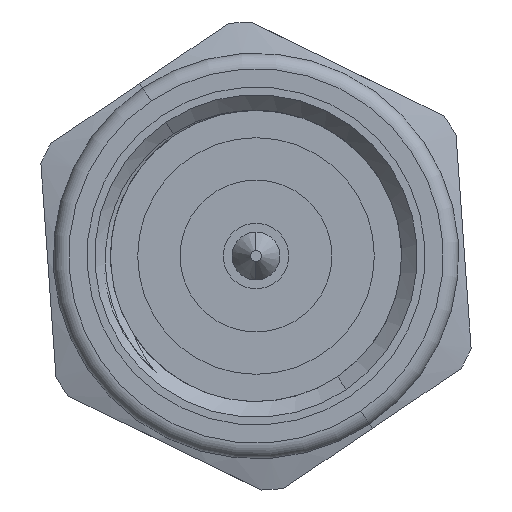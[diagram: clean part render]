
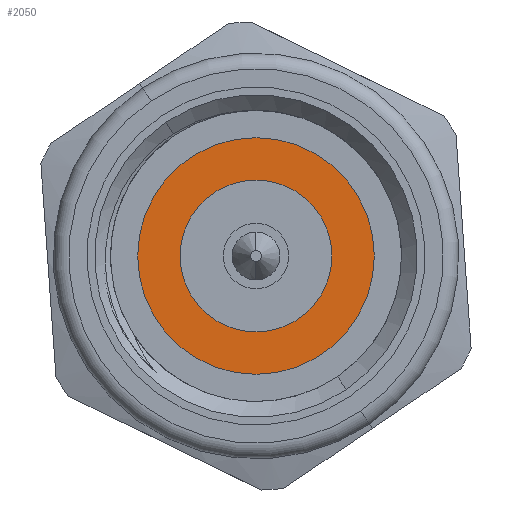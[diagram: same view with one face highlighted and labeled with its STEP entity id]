
A CAD part, front view. The second image highlights one B-rep face of the part: STEP entity #2050.
In plain terms, the highlighted planar face has unit normal (0, -1, 0).
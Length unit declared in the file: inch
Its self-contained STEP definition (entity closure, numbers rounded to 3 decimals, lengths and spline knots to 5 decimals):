
#256 = ORIENTED_EDGE ( 'NONE', *, *, #7116, .F. ) ;
#456 = DIRECTION ( 'NONE',  ( 0., 0., 1. ) ) ;
#564 = FACE_OUTER_BOUND ( 'NONE', #6896, .T. ) ;
#579 = CARTESIAN_POINT ( 'NONE',  ( 0., 0., 0. ) ) ;
#659 = AXIS2_PLACEMENT_3D ( 'NONE', #5439, #782, #7225 ) ;
#737 = ORIENTED_EDGE ( 'NONE', *, *, #2542, .F. ) ;
#782 = DIRECTION ( 'NONE',  ( 0., 1., 0. ) ) ;
#855 = CIRCLE ( 'NONE', #3942, 0.05748 ) ;
#1010 = DIRECTION ( 'NONE',  ( 0., 1., 0. ) ) ;
#1165 = VERTEX_POINT ( 'NONE', #1543 ) ;
#1427 = DIRECTION ( 'NONE',  ( 0., 0., -1. ) ) ;
#1543 = CARTESIAN_POINT ( 'NONE',  ( 0., 0., 0.08957 ) ) ;
#1570 = CARTESIAN_POINT ( 'NONE',  ( 0., 0., 0. ) ) ;
#1583 = CARTESIAN_POINT ( 'NONE',  ( 0., 0., 0. ) ) ;
#1601 = EDGE_CURVE ( 'NONE', #3991, #3985, #855, .T. ) ;
#1785 = DIRECTION ( 'NONE',  ( 0., 0., 1. ) ) ;
#2045 = DIRECTION ( 'NONE',  ( 0., 0., -1. ) ) ;
#2050 = ADVANCED_FACE ( 'NONE', ( #5792, #564 ), #4791, .F. ) ;
#2400 = VERTEX_POINT ( 'NONE', #3995 ) ;
#2516 = EDGE_LOOP ( 'NONE', ( #4375, #256 ) ) ;
#2542 = EDGE_CURVE ( 'NONE', #1165, #2400, #7265, .T. ) ;
#3395 = AXIS2_PLACEMENT_3D ( 'NONE', #579, #5320, #456 ) ;
#3839 = AXIS2_PLACEMENT_3D ( 'NONE', #1583, #1010, #1785 ) ;
#3942 = AXIS2_PLACEMENT_3D ( 'NONE', #1570, #5482, #2045 ) ;
#3985 = VERTEX_POINT ( 'NONE', #6284 ) ;
#3991 = VERTEX_POINT ( 'NONE', #7322 ) ;
#3995 = CARTESIAN_POINT ( 'NONE',  ( 0., 0., -0.08957 ) ) ;
#4268 = ORIENTED_EDGE ( 'NONE', *, *, #4703, .F. ) ;
#4370 = CARTESIAN_POINT ( 'NONE',  ( 0., 0., 0. ) ) ;
#4375 = ORIENTED_EDGE ( 'NONE', *, *, #1601, .F. ) ;
#4703 = EDGE_CURVE ( 'NONE', #2400, #1165, #5712, .T. ) ;
#4791 = PLANE ( 'NONE',  #659 ) ;
#5320 = DIRECTION ( 'NONE',  ( 0., 1., 0. ) ) ;
#5439 = CARTESIAN_POINT ( 'NONE',  ( 0., 0., 0. ) ) ;
#5482 = DIRECTION ( 'NONE',  ( 0., -1., 0. ) ) ;
#5712 = CIRCLE ( 'NONE', #3395, 0.08957 ) ;
#5728 = AXIS2_PLACEMENT_3D ( 'NONE', #4370, #6712, #1427 ) ;
#5792 = FACE_BOUND ( 'NONE', #2516, .T. ) ;
#6284 = CARTESIAN_POINT ( 'NONE',  ( 0., 0., 0.05748 ) ) ;
#6712 = DIRECTION ( 'NONE',  ( 0., -1., 0. ) ) ;
#6870 = CIRCLE ( 'NONE', #5728, 0.05748 ) ;
#6896 = EDGE_LOOP ( 'NONE', ( #4268, #737 ) ) ;
#7116 = EDGE_CURVE ( 'NONE', #3985, #3991, #6870, .T. ) ;
#7225 = DIRECTION ( 'NONE',  ( 1., 0., 0. ) ) ;
#7265 = CIRCLE ( 'NONE', #3839, 0.08957 ) ;
#7322 = CARTESIAN_POINT ( 'NONE',  ( 0., 0., -0.05748 ) ) ;
